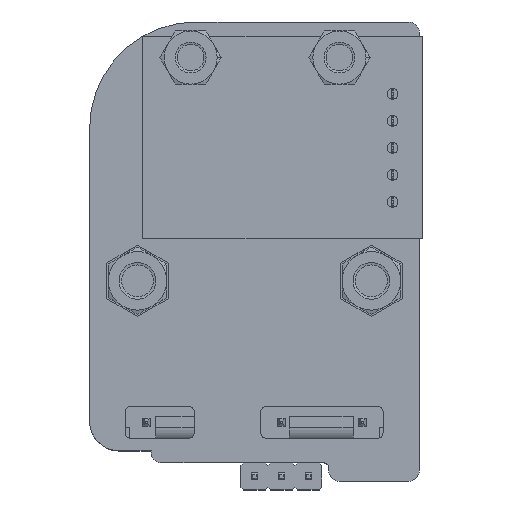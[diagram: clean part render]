
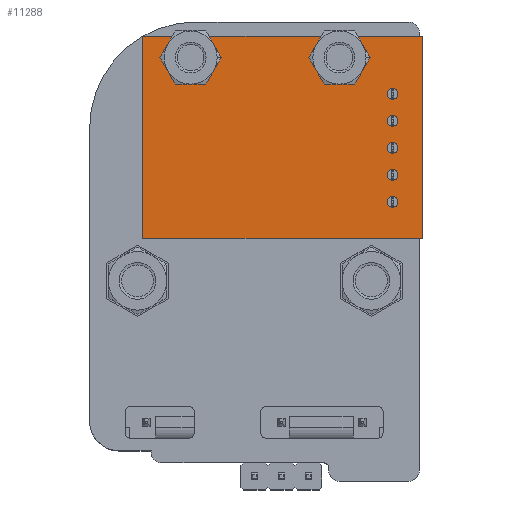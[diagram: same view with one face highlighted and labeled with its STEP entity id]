
A CAD part, top view. The second image highlights one B-rep face of the part: STEP entity #11288.
In plain terms, the highlighted planar face has unit normal (0, 0, 1).
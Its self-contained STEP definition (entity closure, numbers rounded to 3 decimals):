
#11022 = VERTEX_POINT('',#11023);
#11023 = CARTESIAN_POINT('',(-10.5,-8.5,10.6));
#11031 = VERTEX_POINT('',#11032);
#11032 = CARTESIAN_POINT('',(15.8,-8.5,10.6));
#11038 = EDGE_CURVE('',#11022,#11031,#11039,.T.);
#11039 = LINE('',#11040,#11041);
#11040 = CARTESIAN_POINT('',(-10.5,-8.5,10.6));
#11041 = VECTOR('',#11042,1.);
#11042 = DIRECTION('',(1.,0.,0.));
#11053 = VERTEX_POINT('',#11054);
#11054 = CARTESIAN_POINT('',(-10.5,10.5,10.6));
#11062 = EDGE_CURVE('',#11053,#11022,#11063,.T.);
#11063 = LINE('',#11064,#11065);
#11064 = CARTESIAN_POINT('',(-10.5,10.5,10.6));
#11065 = VECTOR('',#11066,1.);
#11066 = DIRECTION('',(0.,-1.,0.));
#11079 = VERTEX_POINT('',#11080);
#11080 = CARTESIAN_POINT('',(15.8,10.5,10.6));
#11086 = EDGE_CURVE('',#11031,#11079,#11087,.T.);
#11087 = LINE('',#11088,#11089);
#11088 = CARTESIAN_POINT('',(15.8,-8.5,10.6));
#11089 = VECTOR('',#11090,1.);
#11090 = DIRECTION('',(0.,1.,0.));
#11103 = EDGE_CURVE('',#11079,#11053,#11104,.T.);
#11104 = LINE('',#11105,#11106);
#11105 = CARTESIAN_POINT('',(15.8,10.5,10.6));
#11106 = VECTOR('',#11107,1.);
#11107 = DIRECTION('',(-1.,0.,0.));
#11117 = EDGE_CURVE('',#11118,#11118,#11120,.T.);
#11118 = VERTEX_POINT('',#11119);
#11119 = CARTESIAN_POINT('',(13.5,0.,10.6));
#11120 = CIRCLE('',#11121,0.5);
#11121 = AXIS2_PLACEMENT_3D('',#11122,#11123,#11124);
#11122 = CARTESIAN_POINT('',(13.,0.,10.6));
#11123 = DIRECTION('',(0.,0.,-1.));
#11124 = DIRECTION('',(1.,0.,0.));
#11142 = EDGE_CURVE('',#11143,#11143,#11145,.T.);
#11143 = VERTEX_POINT('',#11144);
#11144 = CARTESIAN_POINT('',(13.5,2.54,10.6));
#11145 = CIRCLE('',#11146,0.5);
#11146 = AXIS2_PLACEMENT_3D('',#11147,#11148,#11149);
#11147 = CARTESIAN_POINT('',(13.,2.54,10.6));
#11148 = DIRECTION('',(0.,0.,-1.));
#11149 = DIRECTION('',(1.,0.,0.));
#11167 = EDGE_CURVE('',#11168,#11168,#11170,.T.);
#11168 = VERTEX_POINT('',#11169);
#11169 = CARTESIAN_POINT('',(13.5,5.08,10.6));
#11170 = CIRCLE('',#11171,0.5);
#11171 = AXIS2_PLACEMENT_3D('',#11172,#11173,#11174);
#11172 = CARTESIAN_POINT('',(13.,5.08,10.6));
#11173 = DIRECTION('',(0.,0.,-1.));
#11174 = DIRECTION('',(1.,0.,0.));
#11192 = EDGE_CURVE('',#11193,#11193,#11195,.T.);
#11193 = VERTEX_POINT('',#11194);
#11194 = CARTESIAN_POINT('',(9.5,8.5,10.6));
#11195 = CIRCLE('',#11196,1.5);
#11196 = AXIS2_PLACEMENT_3D('',#11197,#11198,#11199);
#11197 = CARTESIAN_POINT('',(8.,8.5,10.6));
#11198 = DIRECTION('',(0.,0.,-1.));
#11199 = DIRECTION('',(1.,0.,0.));
#11217 = EDGE_CURVE('',#11218,#11218,#11220,.T.);
#11218 = VERTEX_POINT('',#11219);
#11219 = CARTESIAN_POINT('',(13.5,-5.08,10.6));
#11220 = CIRCLE('',#11221,0.5);
#11221 = AXIS2_PLACEMENT_3D('',#11222,#11223,#11224);
#11222 = CARTESIAN_POINT('',(13.,-5.08,10.6));
#11223 = DIRECTION('',(0.,0.,-1.));
#11224 = DIRECTION('',(1.,0.,0.));
#11242 = EDGE_CURVE('',#11243,#11243,#11245,.T.);
#11243 = VERTEX_POINT('',#11244);
#11244 = CARTESIAN_POINT('',(13.5,-2.54,10.6));
#11245 = CIRCLE('',#11246,0.5);
#11246 = AXIS2_PLACEMENT_3D('',#11247,#11248,#11249);
#11247 = CARTESIAN_POINT('',(13.,-2.54,10.6));
#11248 = DIRECTION('',(0.,0.,-1.));
#11249 = DIRECTION('',(1.,0.,0.));
#11267 = EDGE_CURVE('',#11268,#11268,#11270,.T.);
#11268 = VERTEX_POINT('',#11269);
#11269 = CARTESIAN_POINT('',(-4.5,8.5,10.6));
#11270 = CIRCLE('',#11271,1.5);
#11271 = AXIS2_PLACEMENT_3D('',#11272,#11273,#11274);
#11272 = CARTESIAN_POINT('',(-6.,8.5,10.6));
#11273 = DIRECTION('',(0.,0.,-1.));
#11274 = DIRECTION('',(1.,0.,0.));
#11288 = ADVANCED_FACE('',(#11289,#11295,#11298,#11301,#11304,#11307,
    #11310,#11313),#11316,.T.);
#11289 = FACE_BOUND('',#11290,.T.);
#11290 = EDGE_LOOP('',(#11291,#11292,#11293,#11294));
#11291 = ORIENTED_EDGE('',*,*,#11038,.T.);
#11292 = ORIENTED_EDGE('',*,*,#11086,.T.);
#11293 = ORIENTED_EDGE('',*,*,#11103,.T.);
#11294 = ORIENTED_EDGE('',*,*,#11062,.T.);
#11295 = FACE_BOUND('',#11296,.T.);
#11296 = EDGE_LOOP('',(#11297));
#11297 = ORIENTED_EDGE('',*,*,#11192,.T.);
#11298 = FACE_BOUND('',#11299,.T.);
#11299 = EDGE_LOOP('',(#11300));
#11300 = ORIENTED_EDGE('',*,*,#11267,.T.);
#11301 = FACE_BOUND('',#11302,.T.);
#11302 = EDGE_LOOP('',(#11303));
#11303 = ORIENTED_EDGE('',*,*,#11167,.T.);
#11304 = FACE_BOUND('',#11305,.T.);
#11305 = EDGE_LOOP('',(#11306));
#11306 = ORIENTED_EDGE('',*,*,#11142,.T.);
#11307 = FACE_BOUND('',#11308,.T.);
#11308 = EDGE_LOOP('',(#11309));
#11309 = ORIENTED_EDGE('',*,*,#11117,.T.);
#11310 = FACE_BOUND('',#11311,.T.);
#11311 = EDGE_LOOP('',(#11312));
#11312 = ORIENTED_EDGE('',*,*,#11242,.T.);
#11313 = FACE_BOUND('',#11314,.T.);
#11314 = EDGE_LOOP('',(#11315));
#11315 = ORIENTED_EDGE('',*,*,#11217,.T.);
#11316 = PLANE('',#11317);
#11317 = AXIS2_PLACEMENT_3D('',#11318,#11319,#11320);
#11318 = CARTESIAN_POINT('',(2.65,1.,10.6));
#11319 = DIRECTION('',(-0.,0.,1.));
#11320 = DIRECTION('',(-1.,0.,0.));
